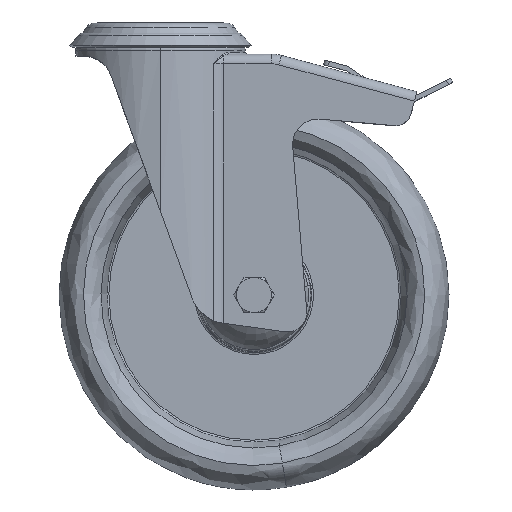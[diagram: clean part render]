
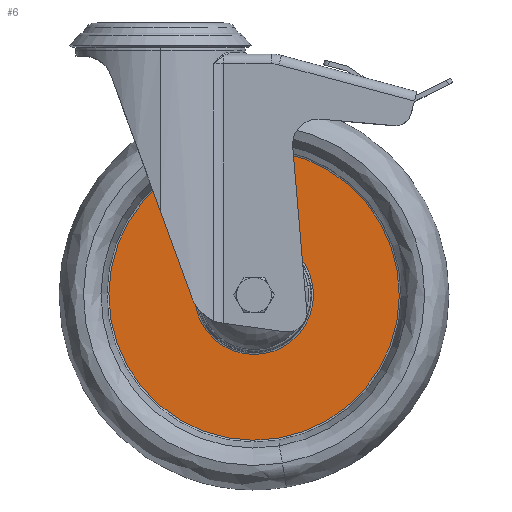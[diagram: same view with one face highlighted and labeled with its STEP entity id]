
A CAD part, top view. The second image highlights one B-rep face of the part: STEP entity #6.
In plain terms, the highlighted planar face has unit normal (0, 0, 1).
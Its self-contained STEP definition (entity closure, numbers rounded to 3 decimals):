
#6 = ADVANCED_FACE ( 'NONE', ( #14144, #1117 ), #8582, .F. ) ;
#56 = VERTEX_POINT ( 'NONE', #1327 ) ;
#108 = EDGE_CURVE ( 'NONE', #56, #4517, #448, .T. ) ;
#139 = ORIENTED_EDGE ( 'NONE', *, *, #11820, .F. ) ;
#216 = CARTESIAN_POINT ( 'NONE',  ( 17.926, -133.564, 5.5 ) ) ;
#448 = CIRCLE ( 'NONE', #11766, 74.476 ) ;
#1117 = FACE_BOUND ( 'NONE', #4208, .T. ) ;
#1327 = CARTESIAN_POINT ( 'NONE',  ( -25.443, -140.866, 5.5 ) ) ;
#1826 = AXIS2_PLACEMENT_3D ( 'NONE', #5617, #4462, #10052 ) ;
#1975 = AXIS2_PLACEMENT_3D ( 'NONE', #9354, #2767, #7201 ) ;
#2217 = CARTESIAN_POINT ( 'NONE',  ( 78.074, -123.436, 5.5 ) ) ;
#2702 = CARTESIAN_POINT ( 'NONE',  ( 48., -128.5, 5.5 ) ) ;
#2767 = DIRECTION ( 'NONE',  ( 0., 0., -1. ) ) ;
#3320 = CIRCLE ( 'NONE', #1975, 30.497 ) ;
#3622 = CARTESIAN_POINT ( 'NONE',  ( 121.443, -116.134, 5.5 ) ) ;
#4208 = EDGE_LOOP ( 'NONE', ( #6637, #9045 ) ) ;
#4462 = DIRECTION ( 'NONE',  ( 0., 0., -1. ) ) ;
#4517 = VERTEX_POINT ( 'NONE', #3622 ) ;
#4715 = AXIS2_PLACEMENT_3D ( 'NONE', #2702, #8133, #9421 ) ;
#4870 = CIRCLE ( 'NONE', #9704, 30.497 ) ;
#5617 = CARTESIAN_POINT ( 'NONE',  ( 53.064, -158.574, 5.5 ) ) ;
#6637 = ORIENTED_EDGE ( 'NONE', *, *, #8708, .T. ) ;
#7201 = DIRECTION ( 'NONE',  ( 0.986, 0.166, 0. ) ) ;
#8133 = DIRECTION ( 'NONE',  ( 0., 0., -1. ) ) ;
#8582 = PLANE ( 'NONE',  #1826 ) ;
#8708 = EDGE_CURVE ( 'NONE', #13315, #12452, #4870, .T. ) ;
#8907 = DIRECTION ( 'NONE',  ( 0.986, 0.166, 0. ) ) ;
#9045 = ORIENTED_EDGE ( 'NONE', *, *, #11894, .T. ) ;
#9354 = CARTESIAN_POINT ( 'NONE',  ( 48., -128.5, 5.5 ) ) ;
#9421 = DIRECTION ( 'NONE',  ( 0.986, 0.166, 0. ) ) ;
#9518 = DIRECTION ( 'NONE',  ( 0., 0., -1. ) ) ;
#9704 = AXIS2_PLACEMENT_3D ( 'NONE', #9931, #10096, #8907 ) ;
#9931 = CARTESIAN_POINT ( 'NONE',  ( 48., -128.5, 5.5 ) ) ;
#10052 = DIRECTION ( 'NONE',  ( 0.986, 0.166, 0. ) ) ;
#10096 = DIRECTION ( 'NONE',  ( 0., 0., -1. ) ) ;
#10099 = EDGE_LOOP ( 'NONE', ( #139, #13399 ) ) ;
#10344 = DIRECTION ( 'NONE',  ( 0.986, 0.166, 0. ) ) ;
#11525 = CARTESIAN_POINT ( 'NONE',  ( 48., -128.5, 5.5 ) ) ;
#11766 = AXIS2_PLACEMENT_3D ( 'NONE', #11525, #9518, #10344 ) ;
#11820 = EDGE_CURVE ( 'NONE', #4517, #56, #12603, .T. ) ;
#11894 = EDGE_CURVE ( 'NONE', #12452, #13315, #3320, .T. ) ;
#12452 = VERTEX_POINT ( 'NONE', #216 ) ;
#12603 = CIRCLE ( 'NONE', #4715, 74.476 ) ;
#13315 = VERTEX_POINT ( 'NONE', #2217 ) ;
#13399 = ORIENTED_EDGE ( 'NONE', *, *, #108, .F. ) ;
#14144 = FACE_OUTER_BOUND ( 'NONE', #10099, .T. ) ;
